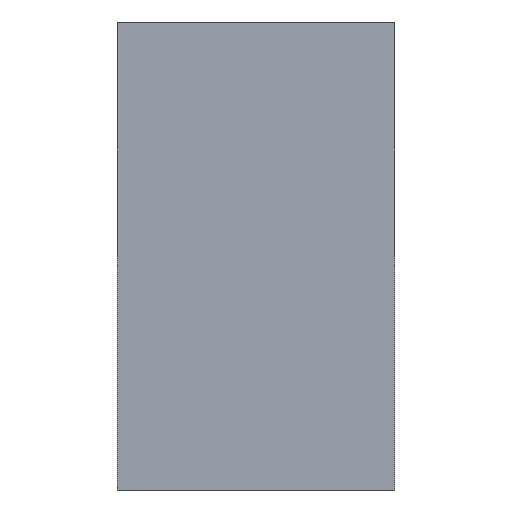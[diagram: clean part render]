
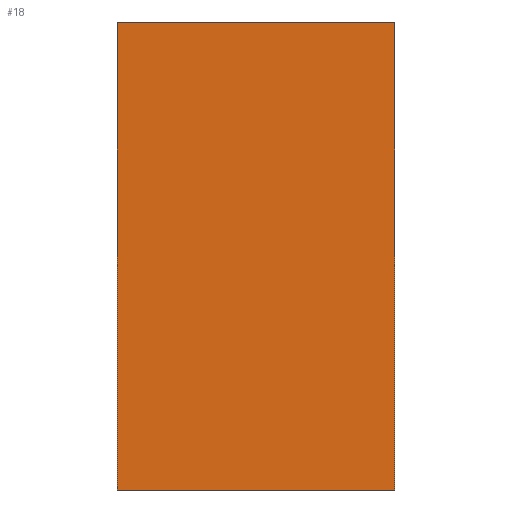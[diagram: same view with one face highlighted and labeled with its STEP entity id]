
A CAD part, left-side view. The second image highlights one B-rep face of the part: STEP entity #18.
In plain terms, the highlighted planar face has unit normal (-1, 0, 0).
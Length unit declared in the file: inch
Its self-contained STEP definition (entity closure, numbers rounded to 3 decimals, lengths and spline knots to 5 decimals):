
#18 = ADVANCED_FACE ( 'NONE', ( #171 ), #358, .F. ) ;
#21 = EDGE_CURVE ( 'NONE', #90, #93, #174, .T. ) ;
#22 = EDGE_CURVE ( 'NONE', #94, #93, #176, .T. ) ;
#25 = EDGE_CURVE ( 'NONE', #95, #90, #179, .T. ) ;
#30 = EDGE_CURVE ( 'NONE', #95, #94, #183, .T. ) ;
#65 = ORIENTED_EDGE ( 'NONE', *, *, #22, .F. ) ;
#67 = ORIENTED_EDGE ( 'NONE', *, *, #25, .T. ) ;
#70 = ORIENTED_EDGE ( 'NONE', *, *, #21, .T. ) ;
#71 = ORIENTED_EDGE ( 'NONE', *, *, #30, .F. ) ;
#84 = EDGE_LOOP ( 'NONE', ( #70, #65, #71, #67 ) ) ;
#90 = VERTEX_POINT ( 'NONE', #235 ) ;
#93 = VERTEX_POINT ( 'NONE', #360 ) ;
#94 = VERTEX_POINT ( 'NONE', #359 ) ;
#95 = VERTEX_POINT ( 'NONE', #361 ) ;
#171 = FACE_OUTER_BOUND ( 'NONE', #84, .T. ) ;
#174 = LINE ( 'NONE', #346, #446 ) ;
#176 = LINE ( 'NONE', #344, #447 ) ;
#179 = LINE ( 'NONE', #338, #450 ) ;
#183 = LINE ( 'NONE', #320, #458 ) ;
#235 = CARTESIAN_POINT ( 'NONE',  ( -0.80178, 0.16978, -0.27747 ) ) ;
#257 = DIRECTION ( 'NONE',  ( 0., 0., -1. ) ) ;
#259 = DIRECTION ( 'NONE',  ( 1., 0., 0. ) ) ;
#319 = DIRECTION ( 'NONE',  ( 0., -1., 0. ) ) ;
#320 = CARTESIAN_POINT ( 'NONE',  ( -0.80178, 0.16978, 0.34753 ) ) ;
#337 = DIRECTION ( 'NONE',  ( 0., 0., -1. ) ) ;
#338 = CARTESIAN_POINT ( 'NONE',  ( -0.80178, 0.16978, 0.34753 ) ) ;
#343 = DIRECTION ( 'NONE',  ( 0., 0., -1. ) ) ;
#344 = CARTESIAN_POINT ( 'NONE',  ( -0.80178, -0.20022, 0.34753 ) ) ;
#345 = DIRECTION ( 'NONE',  ( 0., -1., 0. ) ) ;
#346 = CARTESIAN_POINT ( 'NONE',  ( -0.80178, 0.16978, -0.27747 ) ) ;
#357 = CARTESIAN_POINT ( 'NONE',  ( -0.80178, 0.16978, 0.34753 ) ) ;
#358 = PLANE ( 'NONE',  #444 ) ;
#359 = CARTESIAN_POINT ( 'NONE',  ( -0.80178, -0.20022, 0.34753 ) ) ;
#360 = CARTESIAN_POINT ( 'NONE',  ( -0.80178, -0.20022, -0.27747 ) ) ;
#361 = CARTESIAN_POINT ( 'NONE',  ( -0.80178, 0.16978, 0.34753 ) ) ;
#444 = AXIS2_PLACEMENT_3D ( 'NONE', #357, #259, #257 ) ;
#446 = VECTOR ( 'NONE', #345, 39.37008 ) ;
#447 = VECTOR ( 'NONE', #343, 39.37008 ) ;
#450 = VECTOR ( 'NONE', #337, 39.37008 ) ;
#458 = VECTOR ( 'NONE', #319, 39.37008 ) ;
